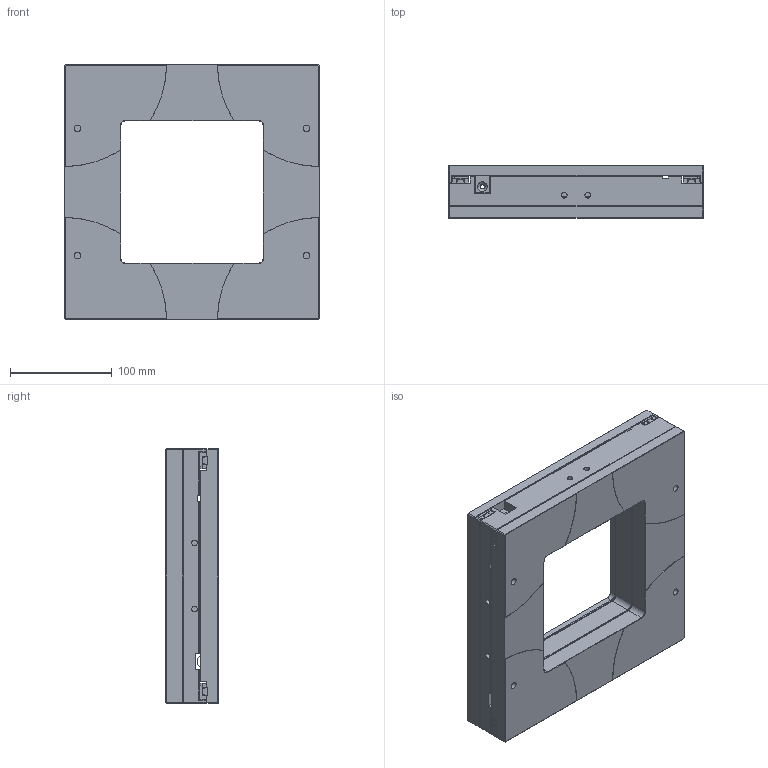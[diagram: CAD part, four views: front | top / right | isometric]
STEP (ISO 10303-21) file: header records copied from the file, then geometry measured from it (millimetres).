
FILE_DESCRIPTION (( 'STEP AP203' ), '1' );
FILE_NAME ('FMSXY250Z-100.STEP', '2022-05-26T09:25:40', ( '' ), ( '' ), 'SwSTEP 2.0', 'SolidWorks 2017', '' );
FILE_SCHEMA (( 'CONFIG_CONTROL_DESIGN' ));
Length unit declared in the file: millimetre
Products named in the file (1): FMSXY250Z-100
Bounding box: 250 x 52 x 250 mm (x, y, z)
Surface area: 344987.2 mm2 (no closed solid volume)
Topology: 0 solids, 32 shells, 570 faces, 2218 edges, 1650 vertices
Faces by surface type: plane 348, cylinder 158, cone 64
Entity records: 23905 total; most frequent: CARTESIAN_POINT 4621, DIRECTION 4217, ORIENTED_EDGE 3314, EDGE_CURVE 2218, VERTEX_POINT 1650, AXIS2_PLACEMENT_3D 1450, LINE 1317, VECTOR 1317
